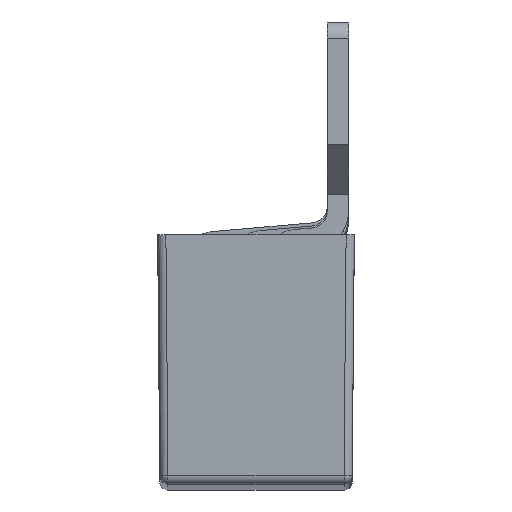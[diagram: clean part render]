
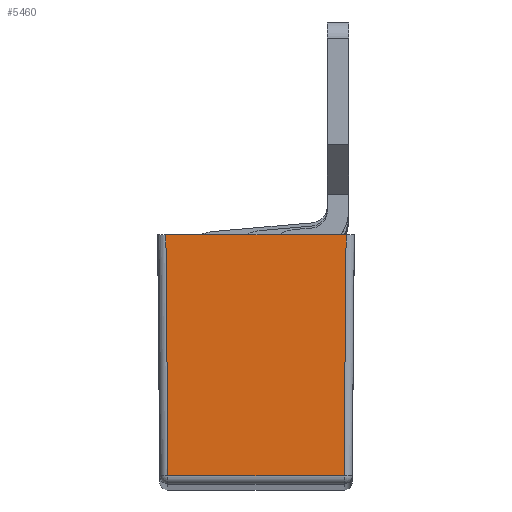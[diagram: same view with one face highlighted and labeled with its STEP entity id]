
A CAD part, top view. The second image highlights one B-rep face of the part: STEP entity #5460.
In plain terms, the highlighted planar face has unit normal (0, -0.009, 1).
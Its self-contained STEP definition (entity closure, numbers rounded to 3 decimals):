
#407=FACE_OUTER_BOUND('',#689,.T.);
#689=EDGE_LOOP('',(#4754,#4755,#4756,#4757));
#1428=LINE('',#8944,#1976);
#1431=LINE('',#8948,#1979);
#1437=LINE('',#8963,#1985);
#1440=LINE('',#8970,#1988);
#1976=VECTOR('',#7409,14.705);
#1979=VECTOR('',#7414,10.743);
#1985=VECTOR('',#7430,14.705);
#1988=VECTOR('',#7441,11.);
#2471=VERTEX_POINT('',#8902);
#2477=VERTEX_POINT('',#8916);
#2485=VERTEX_POINT('',#8942);
#2488=VERTEX_POINT('',#8959);
#3230=EDGE_CURVE('',#2485,#2477,#1428,.T.);
#3233=EDGE_CURVE('',#2477,#2471,#1431,.T.);
#3241=EDGE_CURVE('',#2471,#2488,#1437,.T.);
#3244=EDGE_CURVE('',#2488,#2485,#1440,.F.);
#4754=ORIENTED_EDGE('',*,*,#3230,.F.);
#4755=ORIENTED_EDGE('',*,*,#3244,.F.);
#4756=ORIENTED_EDGE('',*,*,#3241,.F.);
#4757=ORIENTED_EDGE('',*,*,#3233,.F.);
#4919=PLANE('',#5940);
#5460=ADVANCED_FACE('',(#407),#4919,.T.);
#5940=AXIS2_PLACEMENT_3D('',#8973,#7445,#7446);
#7409=DIRECTION('',(-0.009,-1.,-0.009));
#7414=DIRECTION('',(-1.,0.,0.));
#7430=DIRECTION('',(-0.009,1.,0.009));
#7441=DIRECTION('',(-1.,0.,0.));
#7445=DIRECTION('center_axis',(0.,-0.009,1.));
#7446=DIRECTION('ref_axis',(1.,0.,0.));
#8902=CARTESIAN_POINT('',(0.628,-14.704,209.734));
#8916=CARTESIAN_POINT('',(11.372,-14.704,209.734));
#8942=CARTESIAN_POINT('',(11.5,0.,209.863));
#8944=CARTESIAN_POINT('',(11.459,-4.719,209.821));
#8948=CARTESIAN_POINT('',(8.934,-14.704,209.734));
#8959=CARTESIAN_POINT('',(0.5,0.,209.863));
#8963=CARTESIAN_POINT('',(0.607,-12.318,209.755));
#8970=CARTESIAN_POINT('',(3.,0.,209.863));
#8973=CARTESIAN_POINT('Origin',(6.,-7.563,209.797));
